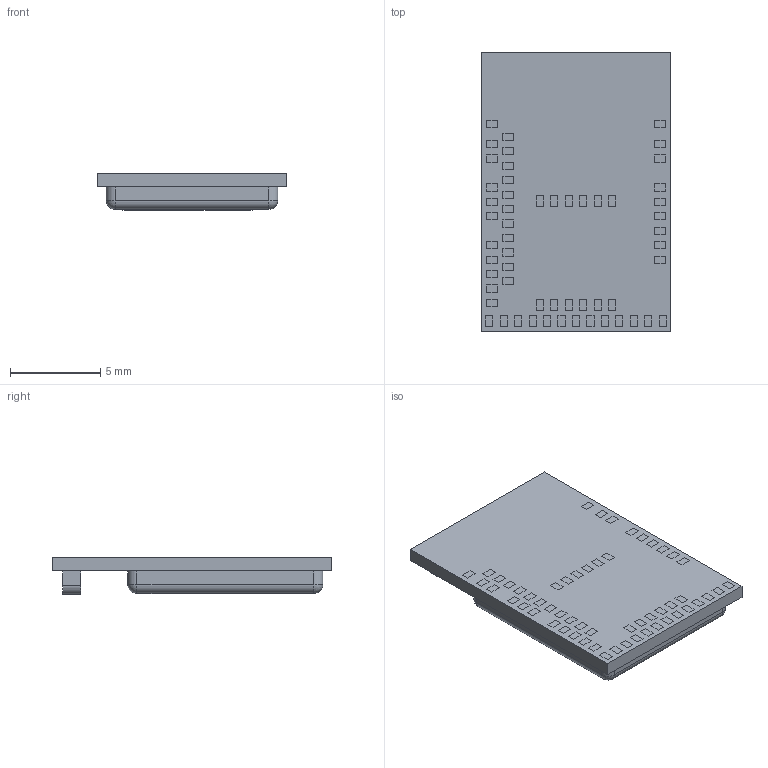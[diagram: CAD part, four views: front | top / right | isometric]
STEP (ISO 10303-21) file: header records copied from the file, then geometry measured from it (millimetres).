
FILE_DESCRIPTION(/* description */ (''),/* implementation_level */ '2;1');
FILE_NAME(/* name */ 'MDBT50Q-1MV2.step',/* time_stamp */ '2022-04-16T14:31:52+10:00',/* author */ (''),/* organization */ (''),/* preprocessor_version */ 'ST-DEVELOPER v18.1',/* originating_system */ 'Autodesk Translation Framework v10.14.0.1471',/* authorisation */ '');
FILE_SCHEMA (('AUTOMOTIVE_DESIGN { 1 0 10303 214 3 1 1 }'));
Length unit declared in the file: millimetre
Products named in the file (1): MDBT50Q-1MV2
Bounding box: 10.5 x 15.5 x 2.06 mm (x, y, z)
Volume: 258 mm3; surface area: 825.6 mm2
Topology: 59 solids, 59 shells, 1278 faces, 3312 edges, 2204 vertices
Faces by surface type: plane 820, bspline 444, cylinder 10, sphere 4
Entity records: 42974 total; most frequent: CARTESIAN_POINT 14343, ORIENTED_EDGE 6624, DIRECTION 4114, EDGE_CURVE 3312, LINE 2404, VECTOR 2404, VERTEX_POINT 2204, EDGE_LOOP 1442
